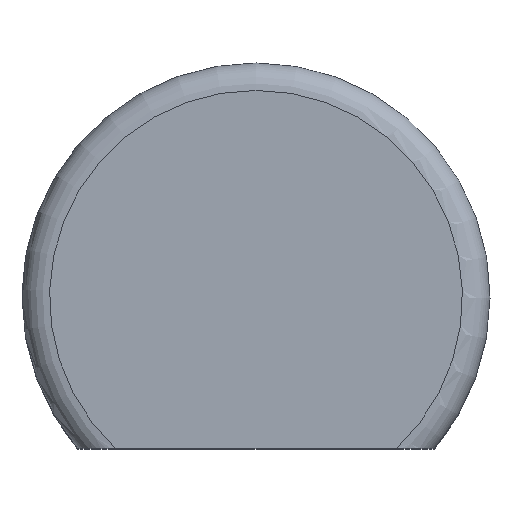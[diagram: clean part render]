
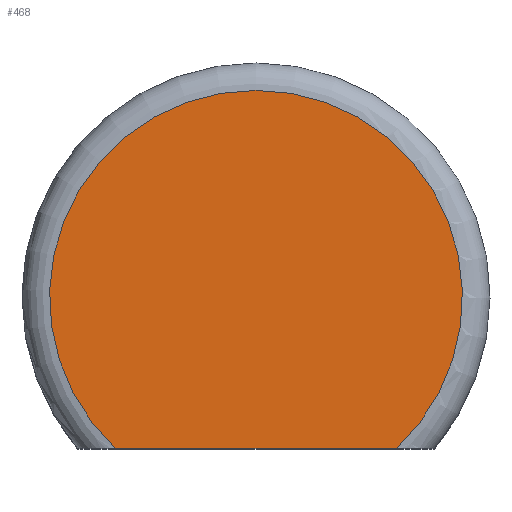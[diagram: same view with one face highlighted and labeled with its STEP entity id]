
A CAD part, top view. The second image highlights one B-rep face of the part: STEP entity #468.
In plain terms, the highlighted planar face has unit normal (0, 0, 1).
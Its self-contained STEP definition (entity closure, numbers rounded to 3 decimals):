
#13=DIRECTION('',(0.,0.,1.));
#14=DIRECTION('',(1.,0.,0.));
#65=VECTOR('',#66,1.);
#66=DIRECTION('',(-1.,0.,0.));
#227=DIRECTION('',(0.,0.,-1.));
#241=VERTEX_POINT('',#242);
#242=CARTESIAN_POINT('',(-1.53,-1.65,8.));
#254=ORIENTED_EDGE('',*,*,#255,.F.);
#255=EDGE_CURVE('',#256,#241,#258,.T.);
#256=VERTEX_POINT('',#257);
#257=CARTESIAN_POINT('',(1.53,-1.65,8.));
#258=LINE('',#259,#65);
#259=CARTESIAN_POINT('',(-5.,-1.65,8.));
#461=EDGE_CURVE('',#241,#256,#462,.T.);
#462=CIRCLE('',#463,2.25);
#463=AXIS2_PLACEMENT_3D('',#464,#227,#465);
#464=CARTESIAN_POINT('',(0.,0.,8.));
#465=DIRECTION('',(-0.68,-0.733,0.));
#468=ADVANCED_FACE('',(#469),#472,.T.);
#469=FACE_BOUND('',#470,.T.);
#470=EDGE_LOOP('',(#254,#471));
#471=ORIENTED_EDGE('',*,*,#461,.F.);
#472=PLANE('',#473);
#473=AXIS2_PLACEMENT_3D('',#464,#13,#14);
